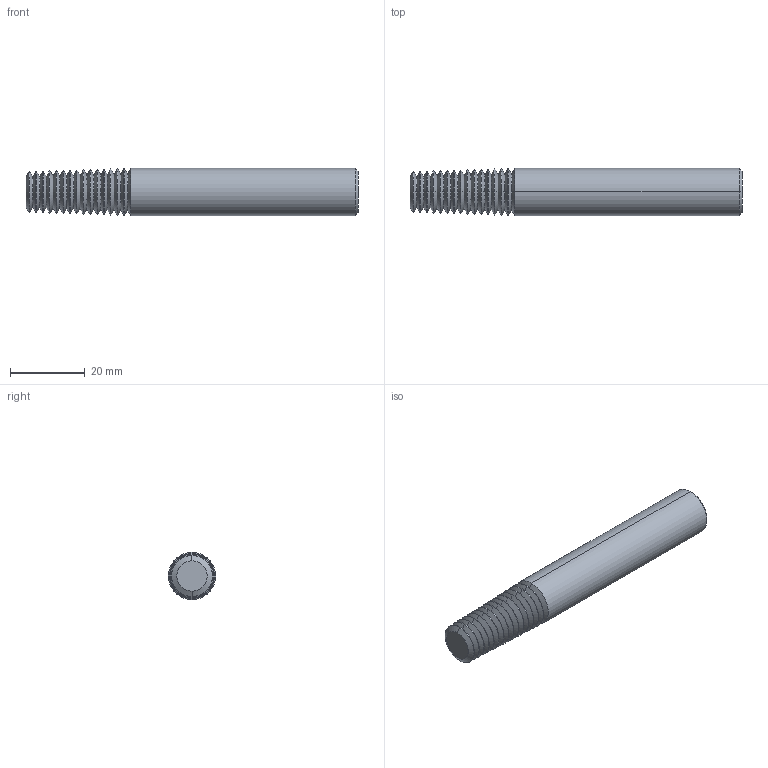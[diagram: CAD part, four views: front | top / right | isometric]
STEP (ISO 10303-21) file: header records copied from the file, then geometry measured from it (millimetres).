
FILE_DESCRIPTION (( 'STEP AP214' ), '1' );
FILE_NAME ('TM430-14NPT-H.STEP', '2019-07-25T15:48:15', ( '' ), ( '' ), 'SwSTEP 2.0', 'SolidWorks 2018', '' );
FILE_SCHEMA (( 'AUTOMOTIVE_DESIGN' ));
Length unit declared in the file: inch
Products named in the file (1): TM430-14NPT-H
Bounding box: 88.9 x 12.69 x 12.69 mm (x, y, z)
Volume: 10089.5 mm3; surface area: 4324.5 mm2
Topology: 1 solids, 1 shells, 130 faces, 258 edges, 130 vertices
Faces by surface type: cone 64, cylinder 64, plane 2
Entity records: 3284 total; most frequent: DIRECTION 650, CARTESIAN_POINT 519, ORIENTED_EDGE 516, AXIS2_PLACEMENT_3D 261, EDGE_CURVE 258, FACE_OUTER_BOUND 130, EDGE_LOOP 130, ADVANCED_FACE 130
